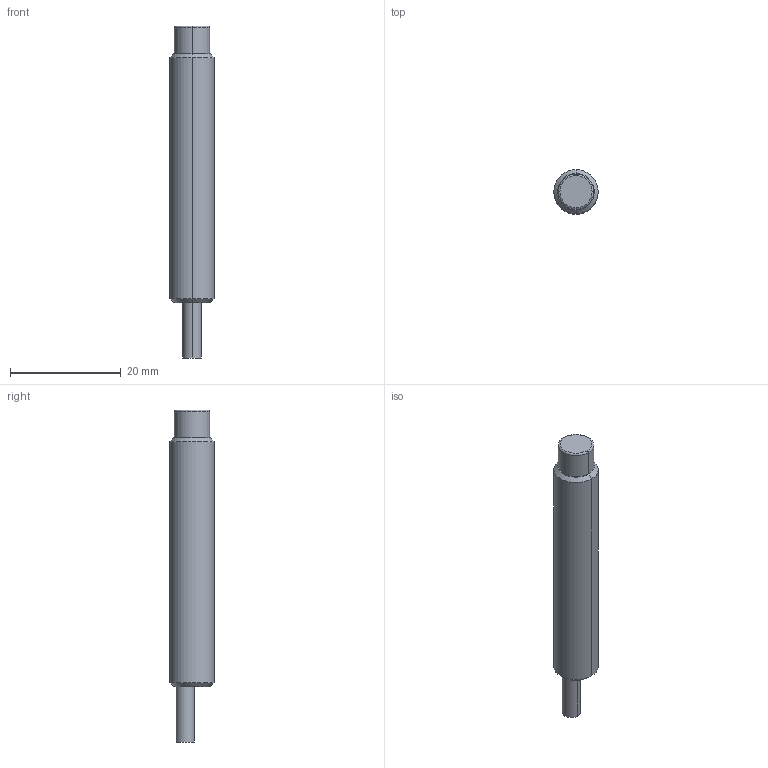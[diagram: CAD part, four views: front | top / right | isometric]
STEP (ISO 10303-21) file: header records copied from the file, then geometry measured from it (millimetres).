
FILE_DESCRIPTION((''),'2;1');
FILE_NAME('DM_CAD-6090_03ADR6_01_SW0001','2018-10-10T',('creinig-se'),(''),'PRO/ENGINEER BY PARAMETRIC TECHNOLOGY CORPORATION, 2015440','PRO/ENGINEER BY PARAMETRIC TECHNOLOGY CORPORATION, 2015440','');
FILE_SCHEMA(('CONFIG_CONTROL_DESIGN'));
Length unit declared in the file: millimetre
Products named in the file (1): DM_CAD-6090_03ADR6_01_SW0001
Bounding box: 8 x 8 x 60 mm (x, y, z)
Volume: 2378.4 mm3; surface area: 1635.5 mm2
Topology: 1 solids, 3 shells, 31 faces, 109 edges, 136 vertices
Faces by surface type: cylinder 14, cone 8, plane 7, torus 2
Entity records: 1509 total; most frequent: DIRECTION 225, CARTESIAN_POINT 175, ORIENTED_EDGE 116, AXIS2_PLACEMENT_3D 84, PRESENTATION_STYLE_ASSIGNMENT 83, STYLED_ITEM 83, EDGE_CURVE 58, VECTOR 57
